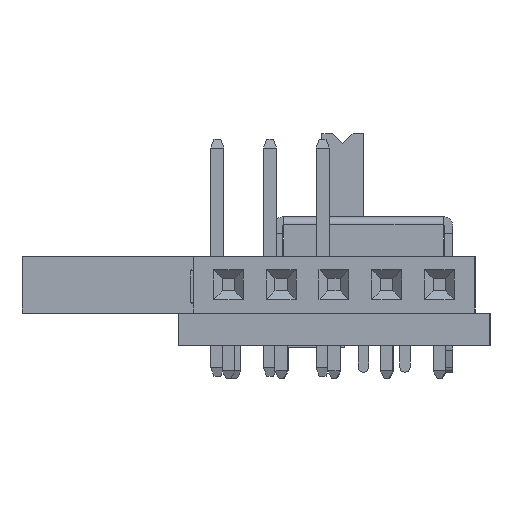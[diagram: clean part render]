
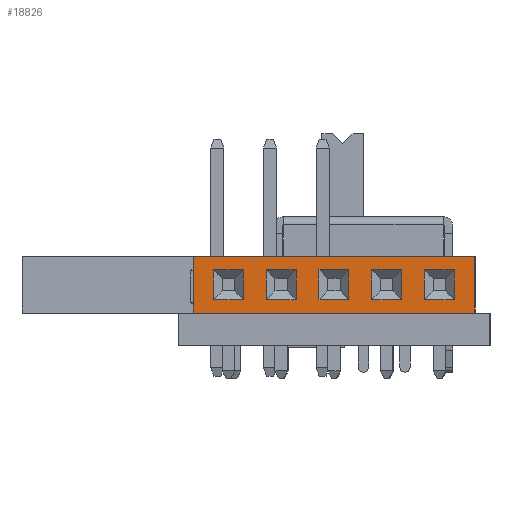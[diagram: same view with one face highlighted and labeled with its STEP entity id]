
A CAD part, left-side view. The second image highlights one B-rep face of the part: STEP entity #18826.
In plain terms, the highlighted face is planar.
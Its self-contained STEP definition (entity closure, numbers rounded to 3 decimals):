
#427=FACE_BOUND('',#2746,.T.);
#428=FACE_BOUND('',#2747,.T.);
#429=FACE_BOUND('',#2748,.T.);
#430=FACE_BOUND('',#2749,.T.);
#431=FACE_BOUND('',#2750,.T.);
#670=PLANE('',#20322);
#1549=FACE_OUTER_BOUND('',#2745,.T.);
#2745=EDGE_LOOP('',(#13843,#13844,#13845,#13846));
#2746=EDGE_LOOP('',(#13847,#13848,#13849,#13850));
#2747=EDGE_LOOP('',(#13851,#13852,#13853,#13854));
#2748=EDGE_LOOP('',(#13855,#13856,#13857,#13858));
#2749=EDGE_LOOP('',(#13859,#13860,#13861,#13862));
#2750=EDGE_LOOP('',(#13863,#13864,#13865,#13866));
#4000=LINE('',#27943,#6035);
#4002=LINE('',#27947,#6037);
#4004=LINE('',#27951,#6039);
#4007=LINE('',#27956,#6042);
#4011=LINE('',#27965,#6046);
#4013=LINE('',#27969,#6048);
#4015=LINE('',#27973,#6050);
#4018=LINE('',#27978,#6053);
#4022=LINE('',#27987,#6057);
#4024=LINE('',#27991,#6059);
#4026=LINE('',#27995,#6061);
#4029=LINE('',#28000,#6064);
#4033=LINE('',#28009,#6068);
#4035=LINE('',#28013,#6070);
#4037=LINE('',#28017,#6072);
#4040=LINE('',#28022,#6075);
#4044=LINE('',#28031,#6079);
#4046=LINE('',#28035,#6081);
#4048=LINE('',#28039,#6083);
#4051=LINE('',#28044,#6086);
#4054=LINE('',#28052,#6089);
#4060=LINE('',#28065,#6095);
#4062=LINE('',#28068,#6097);
#4064=LINE('',#28071,#6099);
#6035=VECTOR('',#22888,1.);
#6037=VECTOR('',#22892,1.);
#6039=VECTOR('',#22896,1.);
#6042=VECTOR('',#22901,1.);
#6046=VECTOR('',#22911,1.);
#6048=VECTOR('',#22915,1.);
#6050=VECTOR('',#22919,1.);
#6053=VECTOR('',#22924,1.);
#6057=VECTOR('',#22934,1.);
#6059=VECTOR('',#22938,1.);
#6061=VECTOR('',#22942,1.);
#6064=VECTOR('',#22947,1.);
#6068=VECTOR('',#22957,1.);
#6070=VECTOR('',#22961,1.);
#6072=VECTOR('',#22965,1.);
#6075=VECTOR('',#22970,1.);
#6079=VECTOR('',#22980,1.);
#6081=VECTOR('',#22984,1.);
#6083=VECTOR('',#22988,1.);
#6086=VECTOR('',#22993,1.);
#6089=VECTOR('',#23002,1.);
#6095=VECTOR('',#23010,1.);
#6097=VECTOR('',#23014,1.);
#6099=VECTOR('',#23018,1.);
#8539=VERTEX_POINT('',#27940);
#8540=VERTEX_POINT('',#27942);
#8541=VERTEX_POINT('',#27946);
#8542=VERTEX_POINT('',#27950);
#8544=VERTEX_POINT('',#27962);
#8545=VERTEX_POINT('',#27964);
#8546=VERTEX_POINT('',#27968);
#8547=VERTEX_POINT('',#27972);
#8549=VERTEX_POINT('',#27984);
#8550=VERTEX_POINT('',#27986);
#8551=VERTEX_POINT('',#27990);
#8552=VERTEX_POINT('',#27994);
#8554=VERTEX_POINT('',#28006);
#8555=VERTEX_POINT('',#28008);
#8556=VERTEX_POINT('',#28012);
#8557=VERTEX_POINT('',#28016);
#8559=VERTEX_POINT('',#28028);
#8560=VERTEX_POINT('',#28030);
#8561=VERTEX_POINT('',#28034);
#8562=VERTEX_POINT('',#28038);
#8564=VERTEX_POINT('',#28050);
#8565=VERTEX_POINT('',#28051);
#8570=VERTEX_POINT('',#28062);
#8571=VERTEX_POINT('',#28064);
#10430=EDGE_CURVE('',#8540,#8539,#4000,.T.);
#10432=EDGE_CURVE('',#8541,#8540,#4002,.T.);
#10434=EDGE_CURVE('',#8542,#8541,#4004,.T.);
#10437=EDGE_CURVE('',#8539,#8542,#4007,.T.);
#10441=EDGE_CURVE('',#8545,#8544,#4011,.T.);
#10443=EDGE_CURVE('',#8546,#8545,#4013,.T.);
#10445=EDGE_CURVE('',#8547,#8546,#4015,.T.);
#10448=EDGE_CURVE('',#8544,#8547,#4018,.T.);
#10452=EDGE_CURVE('',#8550,#8549,#4022,.T.);
#10454=EDGE_CURVE('',#8551,#8550,#4024,.T.);
#10456=EDGE_CURVE('',#8552,#8551,#4026,.T.);
#10459=EDGE_CURVE('',#8549,#8552,#4029,.T.);
#10463=EDGE_CURVE('',#8555,#8554,#4033,.T.);
#10465=EDGE_CURVE('',#8556,#8555,#4035,.T.);
#10467=EDGE_CURVE('',#8557,#8556,#4037,.T.);
#10470=EDGE_CURVE('',#8554,#8557,#4040,.T.);
#10474=EDGE_CURVE('',#8560,#8559,#4044,.T.);
#10476=EDGE_CURVE('',#8561,#8560,#4046,.T.);
#10478=EDGE_CURVE('',#8562,#8561,#4048,.T.);
#10481=EDGE_CURVE('',#8559,#8562,#4051,.T.);
#10484=EDGE_CURVE('',#8564,#8565,#4054,.T.);
#10490=EDGE_CURVE('',#8571,#8570,#4060,.T.);
#10492=EDGE_CURVE('',#8571,#8564,#4062,.T.);
#10494=EDGE_CURVE('',#8565,#8570,#4064,.T.);
#13843=ORIENTED_EDGE('',*,*,#10494,.F.);
#13844=ORIENTED_EDGE('',*,*,#10484,.F.);
#13845=ORIENTED_EDGE('',*,*,#10492,.F.);
#13846=ORIENTED_EDGE('',*,*,#10490,.T.);
#13847=ORIENTED_EDGE('',*,*,#10430,.T.);
#13848=ORIENTED_EDGE('',*,*,#10437,.T.);
#13849=ORIENTED_EDGE('',*,*,#10434,.T.);
#13850=ORIENTED_EDGE('',*,*,#10432,.T.);
#13851=ORIENTED_EDGE('',*,*,#10441,.T.);
#13852=ORIENTED_EDGE('',*,*,#10448,.T.);
#13853=ORIENTED_EDGE('',*,*,#10445,.T.);
#13854=ORIENTED_EDGE('',*,*,#10443,.T.);
#13855=ORIENTED_EDGE('',*,*,#10452,.T.);
#13856=ORIENTED_EDGE('',*,*,#10459,.T.);
#13857=ORIENTED_EDGE('',*,*,#10456,.T.);
#13858=ORIENTED_EDGE('',*,*,#10454,.T.);
#13859=ORIENTED_EDGE('',*,*,#10463,.T.);
#13860=ORIENTED_EDGE('',*,*,#10470,.T.);
#13861=ORIENTED_EDGE('',*,*,#10467,.T.);
#13862=ORIENTED_EDGE('',*,*,#10465,.T.);
#13863=ORIENTED_EDGE('',*,*,#10474,.T.);
#13864=ORIENTED_EDGE('',*,*,#10481,.T.);
#13865=ORIENTED_EDGE('',*,*,#10478,.T.);
#13866=ORIENTED_EDGE('',*,*,#10476,.T.);
#18826=ADVANCED_FACE('',(#1549,#427,#428,#429,#430,#431),#670,.F.);
#20322=AXIS2_PLACEMENT_3D('',#28074,#23022,#23023);
#22888=DIRECTION('',(-1.,0.,0.));
#22892=DIRECTION('',(0.,0.,-1.));
#22896=DIRECTION('',(1.,0.,0.));
#22901=DIRECTION('',(0.,0.,1.));
#22911=DIRECTION('',(-1.,0.,0.));
#22915=DIRECTION('',(0.,0.,-1.));
#22919=DIRECTION('',(1.,0.,0.));
#22924=DIRECTION('',(0.,0.,1.));
#22934=DIRECTION('',(-1.,0.,0.));
#22938=DIRECTION('',(0.,0.,-1.));
#22942=DIRECTION('',(1.,0.,0.));
#22947=DIRECTION('',(0.,0.,1.));
#22957=DIRECTION('',(-1.,0.,0.));
#22961=DIRECTION('',(0.,0.,-1.));
#22965=DIRECTION('',(1.,0.,0.));
#22970=DIRECTION('',(0.,0.,1.));
#22980=DIRECTION('',(-1.,0.,0.));
#22984=DIRECTION('',(0.,0.,-1.));
#22988=DIRECTION('',(1.,0.,0.));
#22993=DIRECTION('',(0.,0.,1.));
#23002=DIRECTION('',(0.,0.,-1.));
#23010=DIRECTION('',(0.,0.,-1.));
#23014=DIRECTION('',(1.,0.,0.));
#23018=DIRECTION('',(-1.,0.,0.));
#23022=DIRECTION('center_axis',(0.,1.,0.));
#23023=DIRECTION('ref_axis',(0.,0.,1.));
#27940=CARTESIAN_POINT('',(9.44,-10.25,0.65));
#27942=CARTESIAN_POINT('',(10.88,-10.25,0.65));
#27943=CARTESIAN_POINT('',(5.08,-10.25,0.65));
#27946=CARTESIAN_POINT('',(10.88,-10.25,2.09));
#27947=CARTESIAN_POINT('',(10.88,-10.25,1.37));
#27950=CARTESIAN_POINT('',(9.44,-10.25,2.09));
#27951=CARTESIAN_POINT('',(5.08,-10.25,2.09));
#27956=CARTESIAN_POINT('',(9.44,-10.25,1.37));
#27962=CARTESIAN_POINT('',(1.82,-10.25,0.65));
#27964=CARTESIAN_POINT('',(3.26,-10.25,0.65));
#27965=CARTESIAN_POINT('',(1.27,-10.25,0.65));
#27968=CARTESIAN_POINT('',(3.26,-10.25,2.09));
#27969=CARTESIAN_POINT('',(3.26,-10.25,1.37));
#27972=CARTESIAN_POINT('',(1.82,-10.25,2.09));
#27973=CARTESIAN_POINT('',(1.27,-10.25,2.09));
#27978=CARTESIAN_POINT('',(1.82,-10.25,1.37));
#27984=CARTESIAN_POINT('',(-0.72,-10.25,0.65));
#27986=CARTESIAN_POINT('',(0.72,-10.25,0.65));
#27987=CARTESIAN_POINT('',(0.,-10.25,0.65));
#27990=CARTESIAN_POINT('',(0.72,-10.25,2.09));
#27991=CARTESIAN_POINT('',(0.72,-10.25,1.37));
#27994=CARTESIAN_POINT('',(-0.72,-10.25,2.09));
#27995=CARTESIAN_POINT('',(0.,-10.25,2.09));
#28000=CARTESIAN_POINT('',(-0.72,-10.25,1.37));
#28006=CARTESIAN_POINT('',(6.9,-10.25,0.65));
#28008=CARTESIAN_POINT('',(8.34,-10.25,0.65));
#28009=CARTESIAN_POINT('',(3.81,-10.25,0.65));
#28012=CARTESIAN_POINT('',(8.34,-10.25,2.09));
#28013=CARTESIAN_POINT('',(8.34,-10.25,1.37));
#28016=CARTESIAN_POINT('',(6.9,-10.25,2.09));
#28017=CARTESIAN_POINT('',(3.81,-10.25,2.09));
#28022=CARTESIAN_POINT('',(6.9,-10.25,1.37));
#28028=CARTESIAN_POINT('',(4.36,-10.25,0.65));
#28030=CARTESIAN_POINT('',(5.8,-10.25,0.65));
#28031=CARTESIAN_POINT('',(2.54,-10.25,0.65));
#28034=CARTESIAN_POINT('',(5.8,-10.25,2.09));
#28035=CARTESIAN_POINT('',(5.8,-10.25,1.37));
#28038=CARTESIAN_POINT('',(4.36,-10.25,2.09));
#28039=CARTESIAN_POINT('',(2.54,-10.25,2.09));
#28044=CARTESIAN_POINT('',(4.36,-10.25,1.37));
#28050=CARTESIAN_POINT('',(11.855,-10.25,2.74));
#28051=CARTESIAN_POINT('',(11.855,-10.25,0.));
#28052=CARTESIAN_POINT('',(11.855,-10.25,1.37));
#28062=CARTESIAN_POINT('',(-1.695,-10.25,0.));
#28064=CARTESIAN_POINT('',(-1.695,-10.25,2.74));
#28065=CARTESIAN_POINT('',(-1.695,-10.25,1.37));
#28068=CARTESIAN_POINT('',(0.,-10.25,2.74));
#28071=CARTESIAN_POINT('',(0.,-10.25,0.));
#28074=CARTESIAN_POINT('Origin',(0.,-10.25,1.37));
